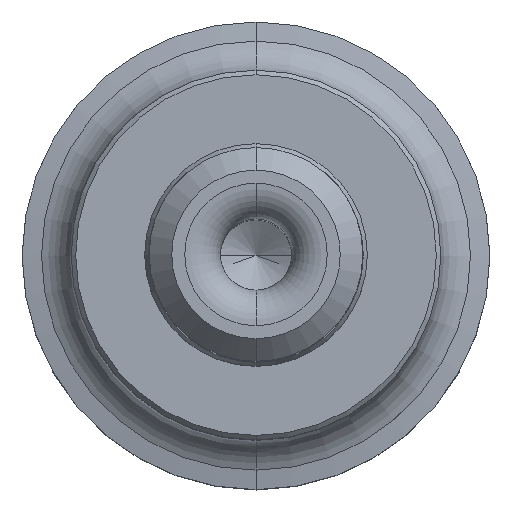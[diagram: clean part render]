
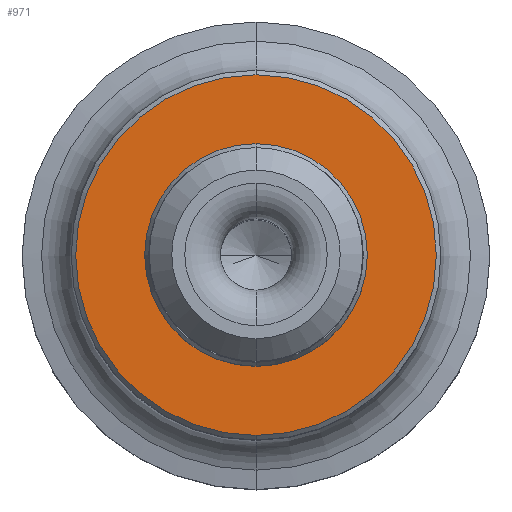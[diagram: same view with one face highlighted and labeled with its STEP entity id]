
A CAD part, top view. The second image highlights one B-rep face of the part: STEP entity #971.
In plain terms, the highlighted face is planar.
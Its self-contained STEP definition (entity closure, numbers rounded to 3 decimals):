
#316=CARTESIAN_POINT('',(0.,0.,0.));
#317=DIRECTION('',(0.,1.,0.));
#318=DIRECTION('',(0.,0.,1.));
#319=AXIS2_PLACEMENT_3D('',#316,#317,#318);
#324=CARTESIAN_POINT('',(0.,0.,0.));
#325=DIRECTION('',(0.,-1.,0.));
#326=DIRECTION('',(0.,0.,1.));
#327=AXIS2_PLACEMENT_3D('',#324,#325,#326);
#332=CARTESIAN_POINT('',(0.,0.,0.));
#333=DIRECTION('',(0.,-1.,0.));
#334=DIRECTION('',(0.,0.,1.));
#335=AXIS2_PLACEMENT_3D('',#332,#333,#334);
#347=CARTESIAN_POINT('',(0.,0.,0.));
#348=DIRECTION('',(0.,1.,0.));
#349=DIRECTION('',(0.,0.,1.));
#350=AXIS2_PLACEMENT_3D('',#347,#348,#349);
#599=CARTESIAN_POINT('',(0.,0.,10.121));
#601=VERTEX_POINT('',#599);
#602=CARTESIAN_POINT('',(0.,0.,6.245));
#604=VERTEX_POINT('',#602);
#615=CARTESIAN_POINT('',(0.,0.,-10.121));
#617=VERTEX_POINT('',#615);
#618=CARTESIAN_POINT('',(0.,0.,-6.245));
#620=VERTEX_POINT('',#618);
#956=CARTESIAN_POINT('',(0.,0.,0.));
#957=DIRECTION('',(0.,-1.,0.));
#958=DIRECTION('',(0.,0.,1.));
#959=AXIS2_PLACEMENT_3D('',#956,#957,#958);
#960=PLANE('',#959);
#961=ORIENTED_EDGE('',*,*,#938,.T.);
#962=ORIENTED_EDGE('',*,*,#949,.F.);
#963=EDGE_LOOP('',(#961,#962));
#964=FACE_OUTER_BOUND('',#963,.F.);
#966=ORIENTED_EDGE('',*,*,#965,.T.);
#968=ORIENTED_EDGE('',*,*,#967,.F.);
#969=EDGE_LOOP('',(#966,#968));
#970=FACE_BOUND('',#969,.F.);
#971=ADVANCED_FACE('',(#964,#970),#960,.T.);
#320=CIRCLE('',#319,10.121);
#328=CIRCLE('',#327,10.121);
#336=CIRCLE('',#335,6.245);
#351=CIRCLE('',#350,6.245);
#938=EDGE_CURVE('',#601,#617,#320,.T.);
#949=EDGE_CURVE('',#601,#617,#328,.T.);
#965=EDGE_CURVE('',#604,#620,#336,.T.);
#967=EDGE_CURVE('',#604,#620,#351,.T.);
